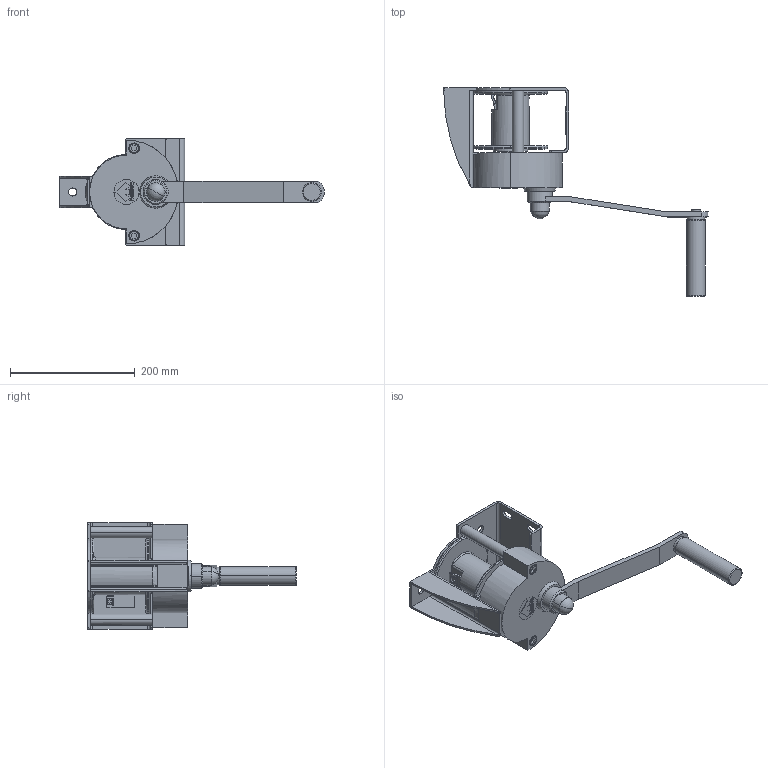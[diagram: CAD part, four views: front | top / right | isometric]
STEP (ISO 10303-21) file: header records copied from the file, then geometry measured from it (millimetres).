
FILE_DESCRIPTION(('Creo Elements/Direct Modeling STEP Export'),'2;1');
FILE_NAME('KV300_207099A.stp','2012-09-05T10:27:43',(''),(''),'Creo Elements/Direct Modeling STEP processor for AP214 (Solid Model)','Creo Elements/Direct Modeling 18.1 03-Mar-2012 (C) Parametric Technology GmbH','');
FILE_SCHEMA(('AUTOMOTIVE_DESIGN { 1 0 10303 214 1 1 1 1 }'));
Length unit declared in the file: millimetre
Products named in the file (3): Kurbel; Seilwinde; Seilwinde_TANGO_KV300_207099A
Assembly tree (2 placements, depth 2):
  Seilwinde_TANGO_KV300_207099A
    Seilwinde
    Kurbel
Bounding box: 423.68 x 333.9 x 170 mm (x, y, z)
Volume: 1117459.3 mm3; surface area: 366977 mm2
Topology: 2 solids, 4 shells, 743 faces, 4893 edges, 4309 vertices
Faces by surface type: plane 455, cylinder 204, torus 37, cone 35, bspline 10, sphere 2
Entity records: 55367 total; most frequent: CARTESIAN_POINT 16626, ORIENTED_EDGE 9782, DIRECTION 5942, EDGE_CURVE 4891, VERTEX_POINT 4309, VECTOR 4138, LINE 4138, EDGE_LOOP 954
